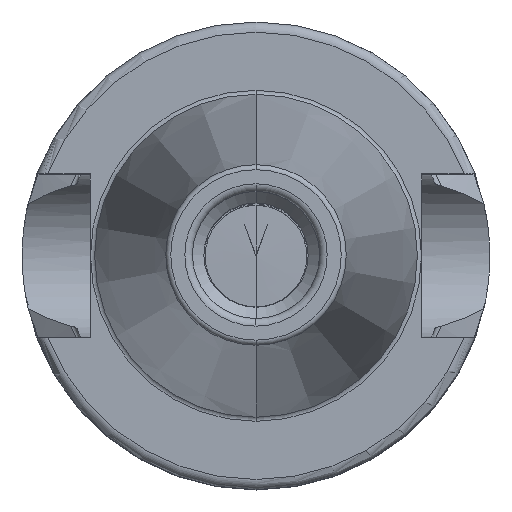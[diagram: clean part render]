
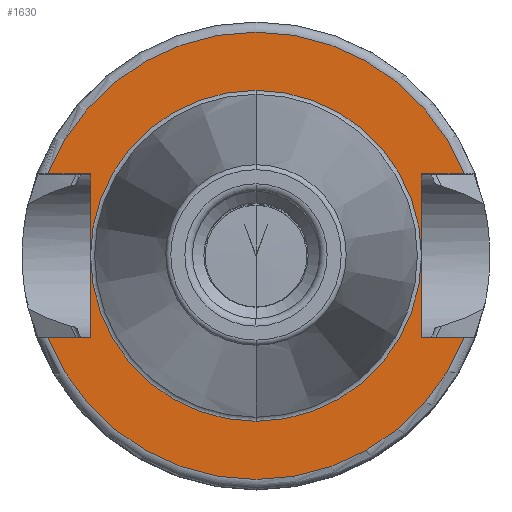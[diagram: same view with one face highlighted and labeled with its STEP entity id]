
A CAD part, top view. The second image highlights one B-rep face of the part: STEP entity #1630.
In plain terms, the highlighted planar face has unit normal (0, 0, 1).
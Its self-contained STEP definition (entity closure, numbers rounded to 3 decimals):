
#19=CARTESIAN_POINT('',(0,0,20));
#20=DIRECTION('',(0,0,-1));
#21=DIRECTION('',(0,1,0));
#22=AXIS2_PLACEMENT_3D('',#19,#20,#21);
#34=CARTESIAN_POINT('',(0,0,20));
#35=DIRECTION('',(0,0,1));
#36=DIRECTION('',(0,1,0));
#37=AXIS2_PLACEMENT_3D('',#34,#35,#36);
#39=DIRECTION('',(1,0,0));
#40=VECTOR('',#39,4.174);
#41=CARTESIAN_POINT('',(-20.474,-8.05,20));
#42=LINE('',#41,#40);
#43=DIRECTION('',(0,1,0));
#44=VECTOR('',#43,16.1);
#45=CARTESIAN_POINT('',(-16.3,-8.05,20));
#46=LINE('',#45,#44);
#47=DIRECTION('',(1,0,0));
#48=VECTOR('',#47,4.174);
#49=CARTESIAN_POINT('',(-20.474,8.05,20));
#50=LINE('',#49,#48);
#51=DIRECTION('',(-1,0,0));
#52=VECTOR('',#51,4.174);
#53=CARTESIAN_POINT('',(20.474,8.05,20));
#54=LINE('',#53,#52);
#55=DIRECTION('',(0,-1,0));
#56=VECTOR('',#55,16.1);
#57=CARTESIAN_POINT('',(16.3,8.05,20));
#58=LINE('',#57,#56);
#59=DIRECTION('',(-1,0,0));
#60=VECTOR('',#59,4.174);
#61=CARTESIAN_POINT('',(20.474,-8.05,20));
#62=LINE('',#61,#60);
#358=CARTESIAN_POINT('',(0,0,20));
#359=DIRECTION('',(0,0,1));
#360=DIRECTION('',(-0.931,-0.366,0));
#361=AXIS2_PLACEMENT_3D('',#358,#359,#360);
#375=CARTESIAN_POINT('',(0,0,20));
#376=DIRECTION('',(0,0,1));
#377=DIRECTION('',(0.931,0.366,0));
#378=AXIS2_PLACEMENT_3D('',#375,#376,#377);
#1369=CARTESIAN_POINT('',(-20.474,-8.05,20));
#1370=CARTESIAN_POINT('',(-16.3,-8.05,20));
#1371=VERTEX_POINT('',#1369);
#1372=VERTEX_POINT('',#1370);
#1373=CARTESIAN_POINT('',(-16.3,8.05,20));
#1374=VERTEX_POINT('',#1373);
#1375=CARTESIAN_POINT('',(-20.474,8.05,20));
#1376=VERTEX_POINT('',#1375);
#1377=CARTESIAN_POINT('',(16.3,8.05,20));
#1378=CARTESIAN_POINT('',(16.3,-8.05,20));
#1379=VERTEX_POINT('',#1377);
#1380=VERTEX_POINT('',#1378);
#1381=CARTESIAN_POINT('',(20.474,-8.05,20));
#1382=VERTEX_POINT('',#1381);
#1383=CARTESIAN_POINT('',(20.474,8.05,20));
#1384=VERTEX_POINT('',#1383);
#1427=CARTESIAN_POINT('',(0,16.275,20));
#1429=VERTEX_POINT('',#1427);
#1433=CARTESIAN_POINT('',(0,-16.275,20));
#1435=VERTEX_POINT('',#1433);
#1603=CARTESIAN_POINT('',(0,0,20));
#1604=DIRECTION('',(0,0,-1));
#1605=DIRECTION('',(0,-1,0));
#1606=AXIS2_PLACEMENT_3D('',#1603,#1604,#1605);
#1607=PLANE('',#1606);
#1609=ORIENTED_EDGE('',*,*,#1608,.T.);
#1611=ORIENTED_EDGE('',*,*,#1610,.T.);
#1613=ORIENTED_EDGE('',*,*,#1612,.F.);
#1615=ORIENTED_EDGE('',*,*,#1614,.F.);
#1617=ORIENTED_EDGE('',*,*,#1616,.T.);
#1619=ORIENTED_EDGE('',*,*,#1618,.T.);
#1621=ORIENTED_EDGE('',*,*,#1620,.F.);
#1623=ORIENTED_EDGE('',*,*,#1622,.F.);
#1624=EDGE_LOOP('',(#1609,#1611,#1613,#1615,#1617,#1619,#1621,#1623));
#1625=FACE_OUTER_BOUND('',#1624,.F.);
#1626=ORIENTED_EDGE('',*,*,#1598,.T.);
#1627=ORIENTED_EDGE('',*,*,#1582,.F.);
#1628=EDGE_LOOP('',(#1626,#1627));
#1629=FACE_BOUND('',#1628,.F.);
#1630=ADVANCED_FACE('',(#1625,#1629),#1607,.F.);
#23=CIRCLE('',#22,16.275);
#38=CIRCLE('',#37,16.275);
#362=CIRCLE('',#361,22);
#379=CIRCLE('',#378,22);
#1582=EDGE_CURVE('',#1429,#1435,#23,.T.);
#1598=EDGE_CURVE('',#1429,#1435,#38,.T.);
#1608=EDGE_CURVE('',#1371,#1372,#42,.T.);
#1610=EDGE_CURVE('',#1372,#1374,#46,.T.);
#1612=EDGE_CURVE('',#1376,#1374,#50,.T.);
#1614=EDGE_CURVE('',#1384,#1376,#379,.T.);
#1616=EDGE_CURVE('',#1384,#1379,#54,.T.);
#1618=EDGE_CURVE('',#1379,#1380,#58,.T.);
#1620=EDGE_CURVE('',#1382,#1380,#62,.T.);
#1622=EDGE_CURVE('',#1371,#1382,#362,.T.);
